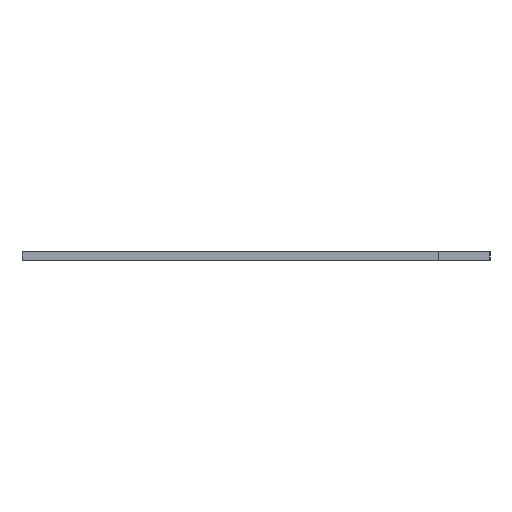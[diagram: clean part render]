
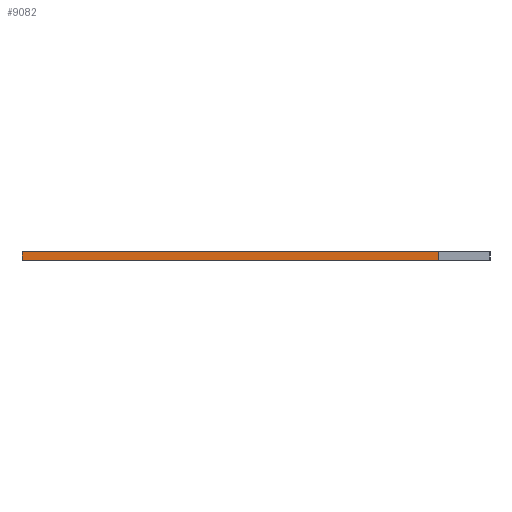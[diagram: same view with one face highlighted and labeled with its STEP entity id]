
A CAD part, left-side view. The second image highlights one B-rep face of the part: STEP entity #9082.
In plain terms, the highlighted planar face has unit normal (-1, 0, 0).
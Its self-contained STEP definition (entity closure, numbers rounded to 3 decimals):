
#1976=FACE_OUTER_BOUND('',#2395,.T.);
#2395=EDGE_LOOP('',(#6564,#6565,#6566,#6567));
#3573=LINE('',#13628,#4024);
#3577=LINE('',#13637,#4028);
#3578=LINE('',#13638,#4029);
#3579=LINE('',#13639,#4030);
#4024=VECTOR('',#10737,1.);
#4028=VECTOR('',#10743,1.);
#4029=VECTOR('',#10744,1.);
#4030=VECTOR('',#10745,1.);
#4475=VERTEX_POINT('',#13626);
#4476=VERTEX_POINT('',#13627);
#4479=VERTEX_POINT('',#13635);
#4480=VERTEX_POINT('',#13636);
#5309=EDGE_CURVE('',#4475,#4476,#3573,.T.);
#5313=EDGE_CURVE('',#4479,#4480,#3577,.T.);
#5314=EDGE_CURVE('',#4480,#4476,#3578,.T.);
#5315=EDGE_CURVE('',#4479,#4475,#3579,.T.);
#6564=ORIENTED_EDGE('',*,*,#5313,.T.);
#6565=ORIENTED_EDGE('',*,*,#5314,.T.);
#6566=ORIENTED_EDGE('',*,*,#5309,.F.);
#6567=ORIENTED_EDGE('',*,*,#5315,.F.);
#9063=PLANE('',#9515);
#9082=ADVANCED_FACE('',(#1976),#9063,.T.);
#9515=AXIS2_PLACEMENT_3D('',#13634,#10741,#10742);
#10737=DIRECTION('',(0.,0.,1.));
#10741=DIRECTION('center_axis',(-1.,0.,0.));
#10742=DIRECTION('ref_axis',(0.,1.,0.));
#10743=DIRECTION('',(0.,0.,1.));
#10744=DIRECTION('',(0.,1.,0.));
#10745=DIRECTION('',(0.,1.,0.));
#13626=CARTESIAN_POINT('',(0.,0.,0.));
#13627=CARTESIAN_POINT('',(0.,0.,1.6));
#13628=CARTESIAN_POINT('',(0.,0.,0.));
#13634=CARTESIAN_POINT('Origin',(0.,-76.2,0.));
#13635=CARTESIAN_POINT('',(0.,-76.2,0.));
#13636=CARTESIAN_POINT('',(0.,-76.2,1.6));
#13637=CARTESIAN_POINT('',(0.,-76.2,0.));
#13638=CARTESIAN_POINT('',(0.,-76.2,1.6));
#13639=CARTESIAN_POINT('',(0.,-76.2,0.));
